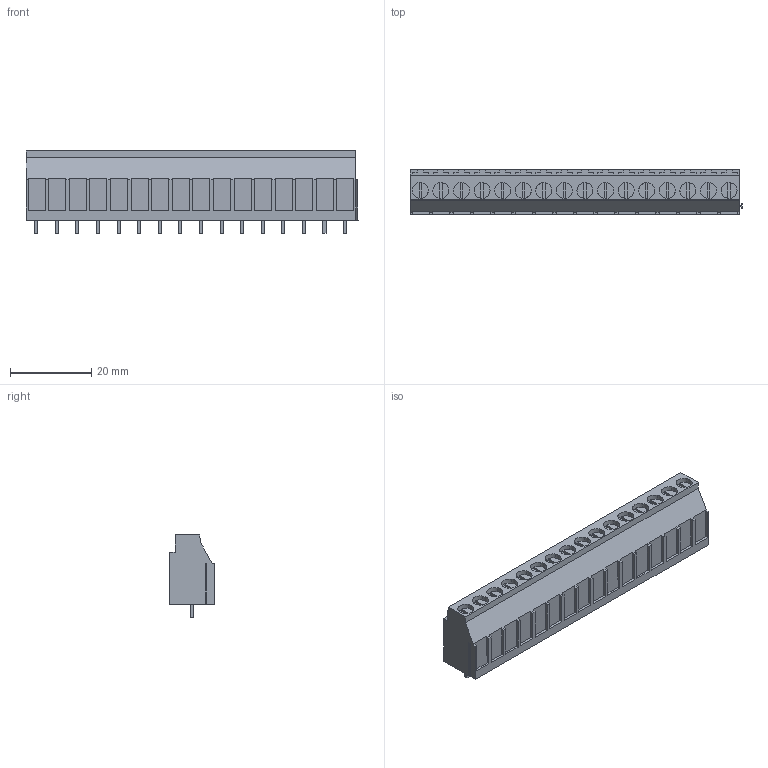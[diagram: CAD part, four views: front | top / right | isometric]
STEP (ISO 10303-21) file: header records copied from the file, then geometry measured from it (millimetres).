
FILE_DESCRIPTION(('CATIA V5 STEP Exchange','CAx-IF Rec.Pracs.--- Model Styling and Organization---1.4--- 2014-01-23'),'2;1');
FILE_NAME ('D1446300_0_1001970000_1001970000.stp','2019-02-28T09:18:46+00:00',('none'),('Weidmueller'),'CATIA Version 5-6 Release 2016 SP3 HF44','CATIA V5 STEP AP214','none');
FILE_SCHEMA(('AUTOMOTIVE_DESIGN { 1 0 10303 214 1 1 1 1 }'));
Length unit declared in the file: millimetre
Products named in the file (1): 1001970000
Bounding box: 81.93 x 11 x 20.3 mm (x, y, z)
Volume: 11809.8 mm3; surface area: 6818 mm2
Topology: 1 solids, 1 shells, 731 faces, 1963 edges, 1298 vertices
Faces by surface type: plane 699, cylinder 32
Entity records: 22056 total; most frequent: CARTESIAN_POINT 4309, ORIENTED_EDGE 3926, DIRECTION 2835, EDGE_CURVE 1963, VECTOR 1835, LINE 1835, VERTEX_POINT 1298, EDGE_LOOP 795
